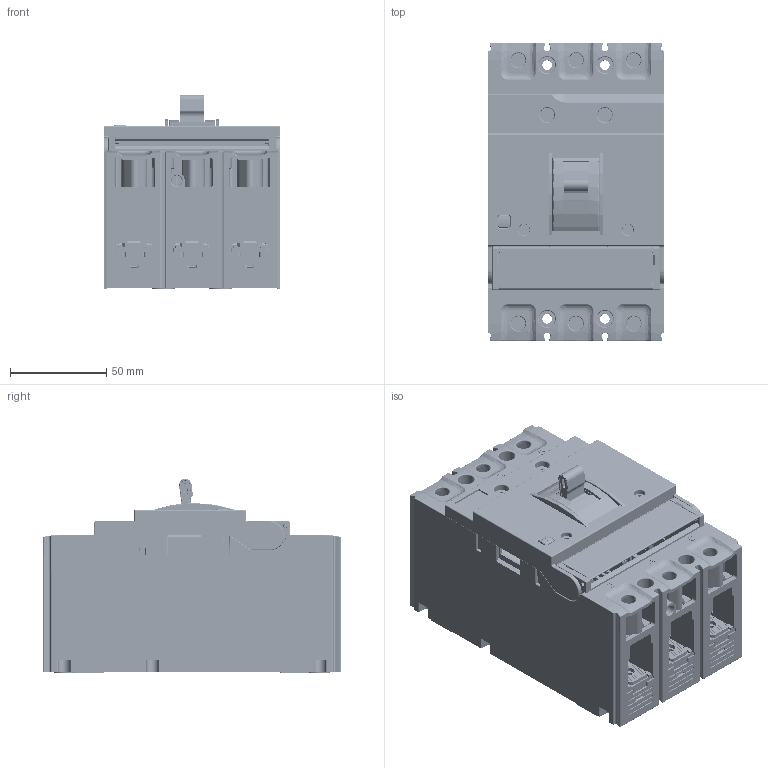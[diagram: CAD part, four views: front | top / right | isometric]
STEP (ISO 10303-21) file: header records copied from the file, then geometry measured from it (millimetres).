
FILE_DESCRIPTION(/* description */ (''),/* implementation_level */ '2;1');
FILE_NAME(/* name */ '223.stp',/* time_stamp */ '2016-09-09T11:29:45+08:00',/* author */ (''),/* organization */ (''),/* preprocessor_version */ 'ST-DEVELOPER v15',/* originating_system */ 'SIEMENS PLM Software NX 8.5',/* authorisation */ '');
FILE_SCHEMA (('CONFIG_CONTROL_DESIGN'));
Products named in the file (1): 223
Bounding box: 92 x 155 x 101.25 mm (x, y, z)
Volume: 339685.3 mm3; surface area: 291066.4 mm2
Topology: 38 solids, 38 shells, 8803 faces, 23926 edges, 15329 vertices
Faces by surface type: plane 4762, cylinder 2892, torus 450, extrusion 224, bspline 221, sphere 144, cone 110
Full cylindrical faces by diameter (mm): 2 x12, 2.2 x13, 2.5 x24, 3 x10, 3.2 x2, 3.5 x13, 4 x9, 4.2 x2, 5 x10, 5.188 x6, 5.5 x1, 5.8 x2, 6 x3, 6.5 x16, 7.5 x8, 7.8 x2, 8 x8, 8.4 x3, 8.5 x4, 9 x4, 10.5 x3, 11.5 x2, 12 x3, 14.4 x3
Entity records: 292645 total; most frequent: CARTESIAN_POINT 70835, ORIENTED_EDGE 47032, DIRECTION 45244, EDGE_CURVE 23516, VECTOR 15700, LINE 15476, VERTEX_POINT 15269, AXIS2_PLACEMENT_3D 14772
